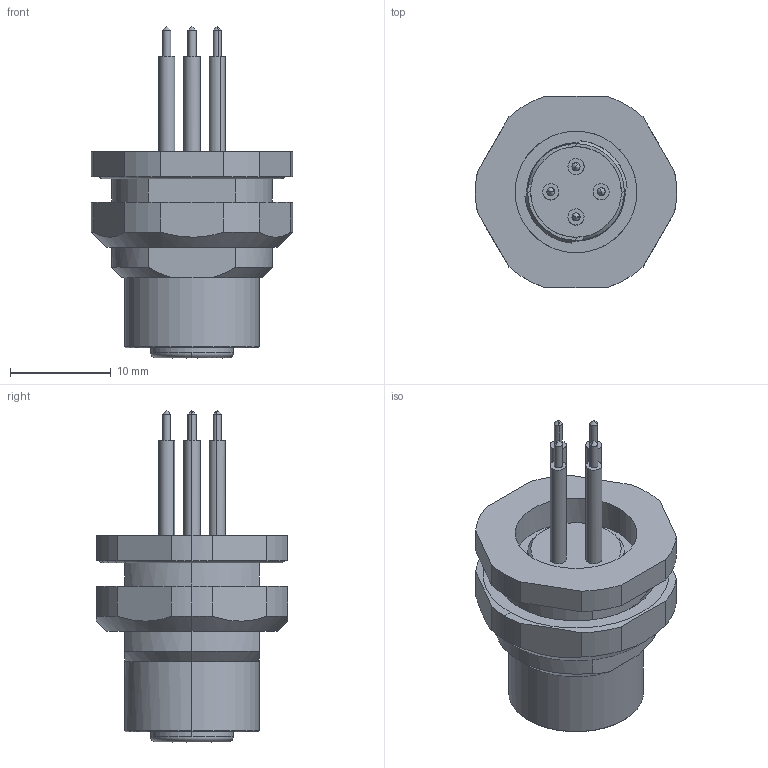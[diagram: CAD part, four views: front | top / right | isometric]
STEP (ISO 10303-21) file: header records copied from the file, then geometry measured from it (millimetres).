
FILE_DESCRIPTION(('CATIA V5R24 STEP','CAx-IF Rec.Pracs.--- Model Styling and Organization---1.2---2011-12-15'),'2;1');
FILE_NAME ('D1461798_0_2422340000_2422340000.stp','2017-05-11T06:10:37+00:00',('none'),('Weidmueller'),'CATIA Version 5-6 Release 2014 SP4 HF52','CATIA V5 STEP AP214','none');
FILE_SCHEMA(('AUTOMOTIVE_DESIGN { 1 0 10303 214 1 1 1 1 }'));
Length unit declared in the file: millimetre
Products named in the file (1): v5-standard_part
Bounding box: 20 x 19 x 33 mm (x, y, z)
Volume: 3428.1 mm3; surface area: 4205.3 mm2
Topology: 1 solids, 2 shells, 547 faces, 1514 edges, 957 vertices
Faces by surface type: cylinder 212, plane 167, cone 62, bspline 62, torus 44
Entity records: 19256 total; most frequent: CARTESIAN_POINT 5962, ORIENTED_EDGE 2938, DIRECTION 2029, EDGE_CURVE 1469, AXIS2_PLACEMENT_3D 961, VERTEX_POINT 956, EDGE_LOOP 629, VECTOR 583
